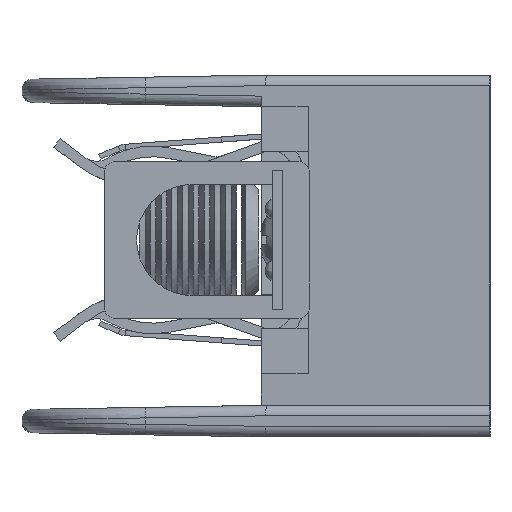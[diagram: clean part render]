
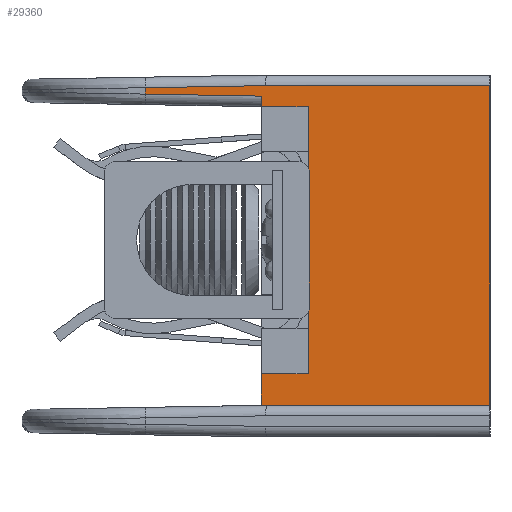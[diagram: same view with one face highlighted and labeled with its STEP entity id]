
A CAD part, left-side view. The second image highlights one B-rep face of the part: STEP entity #29360.
In plain terms, the highlighted planar face has unit normal (-0.999, 0.035, 0).
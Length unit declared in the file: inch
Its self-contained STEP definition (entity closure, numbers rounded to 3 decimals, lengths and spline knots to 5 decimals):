
#88 = DIRECTION ( 'NONE',  ( -0.999, 0.035, 0. ) ) ;
#740 = VECTOR ( 'NONE', #13557, 39.37008 ) ;
#776 = VERTEX_POINT ( 'NONE', #25298 ) ;
#807 = LINE ( 'NONE', #8349, #740 ) ;
#811 = CARTESIAN_POINT ( 'NONE',  ( -1.47706, 0.65681, 0.0155 ) ) ;
#1616 = CARTESIAN_POINT ( 'NONE',  ( -1.5, 0., -0.9215 ) ) ;
#1847 = CARTESIAN_POINT ( 'NONE',  ( -1.48139, 0.533, -0.6965 ) ) ;
#1955 = VERTEX_POINT ( 'NONE', #22910 ) ;
#2116 = ORIENTED_EDGE ( 'NONE', *, *, #3474, .T. ) ;
#2240 = VERTEX_POINT ( 'NONE', #16935 ) ;
#2360 = EDGE_CURVE ( 'NONE', #18297, #776, #14882, .T. ) ;
#2731 = PLANE ( 'NONE',  #6901 ) ;
#3022 = DIRECTION ( 'NONE',  ( -0.035, -0.999, -0.017 ) ) ;
#3173 = VERTEX_POINT ( 'NONE', #22781 ) ;
#3383 = DIRECTION ( 'NONE',  ( 0., 0., -1. ) ) ;
#3474 = EDGE_CURVE ( 'NONE', #12747, #8441, #9903, .T. ) ;
#3748 = ORIENTED_EDGE ( 'NONE', *, *, #28818, .T. ) ;
#3905 = FACE_OUTER_BOUND ( 'NONE', #4775, .T. ) ;
#4727 = VECTOR ( 'NONE', #3383, 39.37008 ) ;
#4775 = EDGE_LOOP ( 'NONE', ( #16011, #2116, #35870, #13704, #29698, #10554, #34321, #18997, #12757, #11708, #3748, #34323, #30031 ) ) ;
#4927 = EDGE_CURVE ( 'NONE', #8441, #18297, #27786, .T. ) ;
#4986 = DIRECTION ( 'NONE',  ( 0., 0., -1. ) ) ;
#5056 = VERTEX_POINT ( 'NONE', #1616 ) ;
#5195 = CARTESIAN_POINT ( 'NONE',  ( -1.48139, 0.533, 0.0465 ) ) ;
#5925 = EDGE_CURVE ( 'NONE', #776, #5056, #32653, .T. ) ;
#6469 = EDGE_CURVE ( 'NONE', #16253, #1955, #807, .T. ) ;
#6789 = CARTESIAN_POINT ( 'NONE',  ( -1.5, 0., -0.8285 ) ) ;
#6901 = AXIS2_PLACEMENT_3D ( 'NONE', #16992, #88, #19857 ) ;
#7288 = CARTESIAN_POINT ( 'NONE',  ( -1.5, 0., -0.9215 ) ) ;
#8002 = CARTESIAN_POINT ( 'NONE',  ( -1.5, 0., 0.0155 ) ) ;
#8030 = VERTEX_POINT ( 'NONE', #14132 ) ;
#8340 = VERTEX_POINT ( 'NONE', #30985 ) ;
#8349 = CARTESIAN_POINT ( 'NONE',  ( -1.48139, 0.533, 0.0465 ) ) ;
#8441 = VERTEX_POINT ( 'NONE', #31064 ) ;
#8958 = VECTOR ( 'NONE', #30995, 39.37008 ) ;
#9334 = EDGE_CURVE ( 'NONE', #8340, #2240, #29437, .T. ) ;
#9903 = LINE ( 'NONE', #5195, #4727 ) ;
#9955 = CARTESIAN_POINT ( 'NONE',  ( -1.46473, 1.01009, 0.0465 ) ) ;
#10554 = ORIENTED_EDGE ( 'NONE', *, *, #36147, .T. ) ;
#11419 = EDGE_CURVE ( 'NONE', #2240, #3173, #15754, .T. ) ;
#11708 = ORIENTED_EDGE ( 'NONE', *, *, #11419, .T. ) ;
#12747 = VERTEX_POINT ( 'NONE', #1847 ) ;
#12757 = ORIENTED_EDGE ( 'NONE', *, *, #9334, .T. ) ;
#13557 = DIRECTION ( 'NONE',  ( 0., 0., -1. ) ) ;
#13666 = VERTEX_POINT ( 'NONE', #20838 ) ;
#13704 = ORIENTED_EDGE ( 'NONE', *, *, #2360, .T. ) ;
#14132 = CARTESIAN_POINT ( 'NONE',  ( -1.5, 0., 0.0155 ) ) ;
#14435 = EDGE_CURVE ( 'NONE', #13666, #8340, #19362, .T. ) ;
#14589 = VECTOR ( 'NONE', #19576, 39.37008 ) ;
#14882 = LINE ( 'NONE', #16431, #14589 ) ;
#15754 = LINE ( 'NONE', #22782, #15974 ) ;
#15974 = VECTOR ( 'NONE', #3022, 39.37008 ) ;
#16011 = ORIENTED_EDGE ( 'NONE', *, *, #16395, .T. ) ;
#16253 = VERTEX_POINT ( 'NONE', #29354 ) ;
#16395 = EDGE_CURVE ( 'NONE', #1955, #12747, #25654, .T. ) ;
#16431 = CARTESIAN_POINT ( 'NONE',  ( -1.4766, 0.67, 0.0465 ) ) ;
#16935 = CARTESIAN_POINT ( 'NONE',  ( -1.46473, 1.01009, -0.00933 ) ) ;
#16992 = CARTESIAN_POINT ( 'NONE',  ( -1.5, 0., 0.0465 ) ) ;
#17743 = EDGE_CURVE ( 'NONE', #8030, #13666, #23579, .T. ) ;
#18297 = VERTEX_POINT ( 'NONE', #31121 ) ;
#18997 = ORIENTED_EDGE ( 'NONE', *, *, #14435, .T. ) ;
#19362 = LINE ( 'NONE', #811, #19937 ) ;
#19544 = B_SPLINE_CURVE_WITH_KNOTS ( 'NONE', 1,
 ( #19594, #22349 ),
 .UNSPECIFIED., .F., .F.,
 ( 2, 2 ),
 ( 0., 1. ),
 .UNSPECIFIED. ) ;
#19576 = DIRECTION ( 'NONE',  ( 0., 0., -1. ) ) ;
#19594 = CARTESIAN_POINT ( 'NONE',  ( -1.5, 0., -0.9215 ) ) ;
#19857 = DIRECTION ( 'NONE',  ( -0.035, -0.999, 0. ) ) ;
#19937 = VECTOR ( 'NONE', #23336, 39.37008 ) ;
#20643 = VECTOR ( 'NONE', #29667, 39.37008 ) ;
#20838 = CARTESIAN_POINT ( 'NONE',  ( -1.47706, 0.65681, 0.0155 ) ) ;
#20985 = CARTESIAN_POINT ( 'NONE',  ( -1.4766, 0.67, 0.0465 ) ) ;
#21314 = LINE ( 'NONE', #20985, #21700 ) ;
#21700 = VECTOR ( 'NONE', #29324, 39.37008 ) ;
#22349 = CARTESIAN_POINT ( 'NONE',  ( -1.5, 0., 0.0155 ) ) ;
#22781 = CARTESIAN_POINT ( 'NONE',  ( -1.4766, 0.67, -0.01527 ) ) ;
#22782 = CARTESIAN_POINT ( 'NONE',  ( -1.46473, 1.01009, -0.00933 ) ) ;
#22910 = CARTESIAN_POINT ( 'NONE',  ( -1.48139, 0.533, -0.17826 ) ) ;
#23336 = DIRECTION ( 'NONE',  ( 0.035, 0.999, -0.017 ) ) ;
#23579 = LINE ( 'NONE', #8002, #34328 ) ;
#23786 = DIRECTION ( 'NONE',  ( 0.035, 0.999, 0. ) ) ;
#25298 = CARTESIAN_POINT ( 'NONE',  ( -1.4766, 0.67, -0.9215 ) ) ;
#25654 = LINE ( 'NONE', #33020, #26010 ) ;
#26010 = VECTOR ( 'NONE', #4986, 39.37008 ) ;
#27248 = CARTESIAN_POINT ( 'NONE',  ( -1.4766, 0.67, -0.9215 ) ) ;
#27786 = LINE ( 'NONE', #6789, #27964 ) ;
#27890 = VERTEX_POINT ( 'NONE', #28629 ) ;
#27964 = VECTOR ( 'NONE', #23786, 39.37008 ) ;
#28629 = CARTESIAN_POINT ( 'NONE',  ( -1.4766, 0.67, -0.04626 ) ) ;
#28818 = EDGE_CURVE ( 'NONE', #3173, #27890, #21314, .T. ) ;
#29324 = DIRECTION ( 'NONE',  ( 0., 0., -1. ) ) ;
#29354 = CARTESIAN_POINT ( 'NONE',  ( -1.48139, 0.533, -0.04626 ) ) ;
#29360 = ADVANCED_FACE ( 'NONE', ( #3905 ), #2731, .T. ) ;
#29437 = LINE ( 'NONE', #9955, #20643 ) ;
#29667 = DIRECTION ( 'NONE',  ( 0., 0., -1. ) ) ;
#29698 = ORIENTED_EDGE ( 'NONE', *, *, #5925, .T. ) ;
#30031 = ORIENTED_EDGE ( 'NONE', *, *, #6469, .T. ) ;
#30558 = DIRECTION ( 'NONE',  ( 0.035, 0.999, 0. ) ) ;
#30862 = CARTESIAN_POINT ( 'NONE',  ( -1.5, 0., -0.04626 ) ) ;
#30967 = LINE ( 'NONE', #30862, #8958 ) ;
#30985 = CARTESIAN_POINT ( 'NONE',  ( -1.46473, 1.01009, 0.00933 ) ) ;
#30995 = DIRECTION ( 'NONE',  ( -0.035, -0.999, 0. ) ) ;
#31064 = CARTESIAN_POINT ( 'NONE',  ( -1.48139, 0.533, -0.8285 ) ) ;
#31121 = CARTESIAN_POINT ( 'NONE',  ( -1.4766, 0.67, -0.8285 ) ) ;
#32653 = B_SPLINE_CURVE_WITH_KNOTS ( 'NONE', 1,
 ( #27248, #7288 ),
 .UNSPECIFIED., .F., .F.,
 ( 2, 2 ),
 ( 0., 1. ),
 .UNSPECIFIED. ) ;
#33020 = CARTESIAN_POINT ( 'NONE',  ( -1.48139, 0.533, 0.0465 ) ) ;
#34321 = ORIENTED_EDGE ( 'NONE', *, *, #17743, .T. ) ;
#34323 = ORIENTED_EDGE ( 'NONE', *, *, #34626, .T. ) ;
#34328 = VECTOR ( 'NONE', #30558, 39.37008 ) ;
#34626 = EDGE_CURVE ( 'NONE', #27890, #16253, #30967, .T. ) ;
#35870 = ORIENTED_EDGE ( 'NONE', *, *, #4927, .T. ) ;
#36147 = EDGE_CURVE ( 'NONE', #5056, #8030, #19544, .T. ) ;
